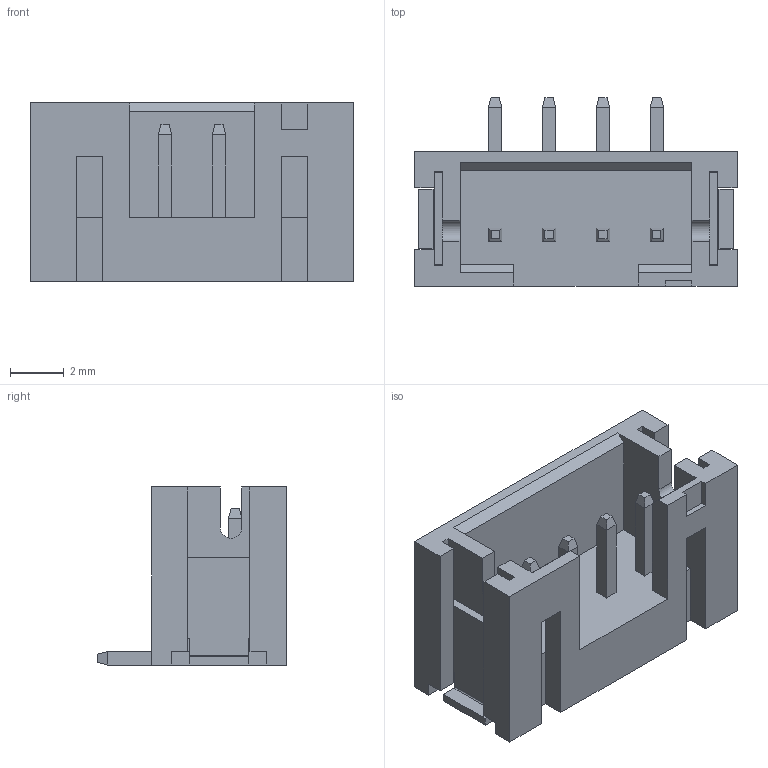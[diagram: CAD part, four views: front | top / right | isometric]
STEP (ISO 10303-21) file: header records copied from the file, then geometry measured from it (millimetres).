
FILE_DESCRIPTION(('STEP AP214'), '1');
FILE_NAME('BxB-PH-SM4-TB', '', ('UNSPECIFIED'), ('UNSPECIFIED'), 'ASCON STEP Converter 1.6', 'ASCON Math Kernel', '');
FILE_SCHEMA(('AUTOMOTIVE_DESIGN { 1 0 10303 214 3 1 1}'));
Length unit declared in the file: millimetre
Bounding box: 11.95 x 7 x 6.6 mm (x, y, z)
Volume: 214.4 mm3; surface area: 610.5 mm2
Topology: 3 solids, 3 shells, 195 faces, 513 edges, 328 vertices
Faces by surface type: plane 181, cylinder 14
Entity records: 7487 total; most frequent: CARTESIAN_POINT 1037, ORIENTED_EDGE 1026, DIRECTION 941, EDGE_CURVE 513, LINE 477, VECTOR 477, VERTEX_POINT 328, AXIS2_PLACEMENT_3D 232
